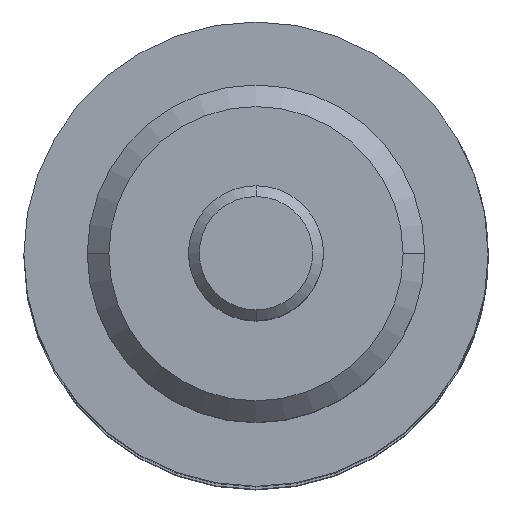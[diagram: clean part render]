
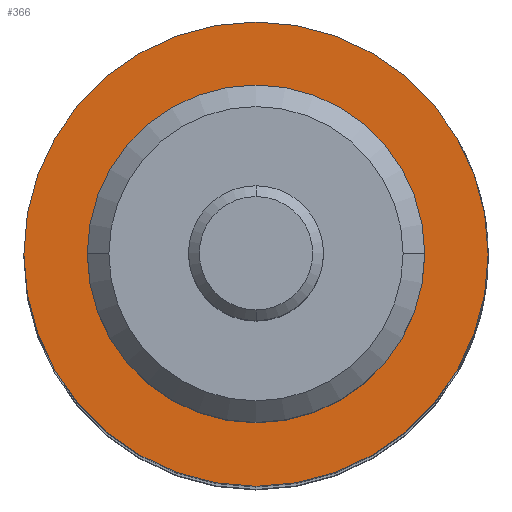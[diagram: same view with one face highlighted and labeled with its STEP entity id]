
A CAD part, top view. The second image highlights one B-rep face of the part: STEP entity #366.
In plain terms, the highlighted face is planar.
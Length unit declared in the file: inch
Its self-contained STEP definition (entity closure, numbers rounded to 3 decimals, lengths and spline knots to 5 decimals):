
#3 = AXIS2_PLACEMENT_3D ( 'NONE', #2291, #863, #2531 ) ;
#159 = CARTESIAN_POINT ( 'NONE',  ( 0.5, 0., -0.3125 ) ) ;
#165 = EDGE_CURVE ( 'NONE', #300, #356, #2151, .T. ) ;
#177 = AXIS2_PLACEMENT_3D ( 'NONE', #850, #639, #2288 ) ;
#300 = VERTEX_POINT ( 'NONE', #2383 ) ;
#327 = DIRECTION ( 'NONE',  ( -1., 0., 0. ) ) ;
#356 = VERTEX_POINT ( 'NONE', #159 ) ;
#362 = CIRCLE ( 'NONE', #2964, 0.3125 ) ;
#366 = ADVANCED_FACE ( 'NONE', ( #2961, #1220 ), #2049, .F. ) ;
#583 = CARTESIAN_POINT ( 'NONE',  ( 0.5, 0., 0. ) ) ;
#596 = EDGE_CURVE ( 'NONE', #2931, #1766, #1878, .T. ) ;
#639 = DIRECTION ( 'NONE',  ( 1., 0., 0. ) ) ;
#672 = CARTESIAN_POINT ( 'NONE',  ( 0.5, 0., -0.43 ) ) ;
#678 = AXIS2_PLACEMENT_3D ( 'NONE', #2204, #790, #2453 ) ;
#694 = CARTESIAN_POINT ( 'NONE',  ( 0.5, 0., 0.43 ) ) ;
#790 = DIRECTION ( 'NONE',  ( -1., 0., 0. ) ) ;
#805 = DIRECTION ( 'NONE',  ( 0., 0., 1. ) ) ;
#850 = CARTESIAN_POINT ( 'NONE',  ( 0.5, 0.43, 0. ) ) ;
#856 = EDGE_CURVE ( 'NONE', #356, #300, #362, .T. ) ;
#863 = DIRECTION ( 'NONE',  ( -1., 0., 0. ) ) ;
#1220 = FACE_OUTER_BOUND ( 'NONE', #3006, .T. ) ;
#1401 = ORIENTED_EDGE ( 'NONE', *, *, #2760, .T. ) ;
#1766 = VERTEX_POINT ( 'NONE', #672 ) ;
#1878 = CIRCLE ( 'NONE', #2865, 0.43 ) ;
#1974 = DIRECTION ( 'NONE',  ( 0., 0., 1. ) ) ;
#2049 = PLANE ( 'NONE',  #177 ) ;
#2089 = ORIENTED_EDGE ( 'NONE', *, *, #165, .F. ) ;
#2095 = ORIENTED_EDGE ( 'NONE', *, *, #856, .F. ) ;
#2151 = CIRCLE ( 'NONE', #678, 0.3125 ) ;
#2204 = CARTESIAN_POINT ( 'NONE',  ( 0.5, 0., 0. ) ) ;
#2224 = DIRECTION ( 'NONE',  ( -1., 0., 0. ) ) ;
#2288 = DIRECTION ( 'NONE',  ( 0., 0., -1. ) ) ;
#2291 = CARTESIAN_POINT ( 'NONE',  ( 0.5, 0., 0. ) ) ;
#2383 = CARTESIAN_POINT ( 'NONE',  ( 0.5, 0., 0.3125 ) ) ;
#2453 = DIRECTION ( 'NONE',  ( 0., 0., 1. ) ) ;
#2476 = EDGE_LOOP ( 'NONE', ( #2089, #2095 ) ) ;
#2531 = DIRECTION ( 'NONE',  ( 0., 0., 1. ) ) ;
#2724 = CARTESIAN_POINT ( 'NONE',  ( 0.5, 0., 0. ) ) ;
#2760 = EDGE_CURVE ( 'NONE', #1766, #2931, #2789, .T. ) ;
#2769 = ORIENTED_EDGE ( 'NONE', *, *, #596, .T. ) ;
#2789 = CIRCLE ( 'NONE', #3, 0.43 ) ;
#2865 = AXIS2_PLACEMENT_3D ( 'NONE', #2724, #327, #1974 ) ;
#2931 = VERTEX_POINT ( 'NONE', #694 ) ;
#2961 = FACE_BOUND ( 'NONE', #2476, .T. ) ;
#2964 = AXIS2_PLACEMENT_3D ( 'NONE', #583, #2224, #805 ) ;
#3006 = EDGE_LOOP ( 'NONE', ( #2769, #1401 ) ) ;
